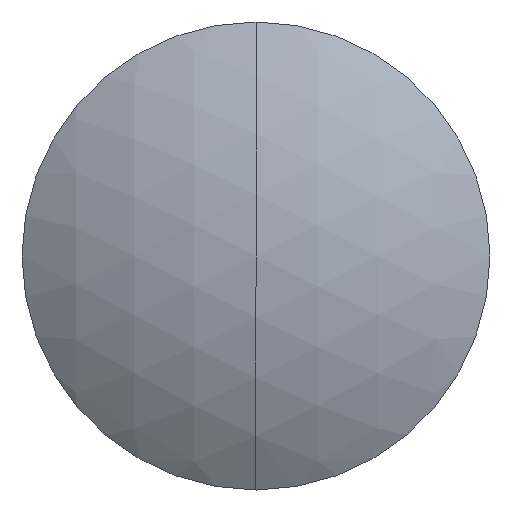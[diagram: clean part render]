
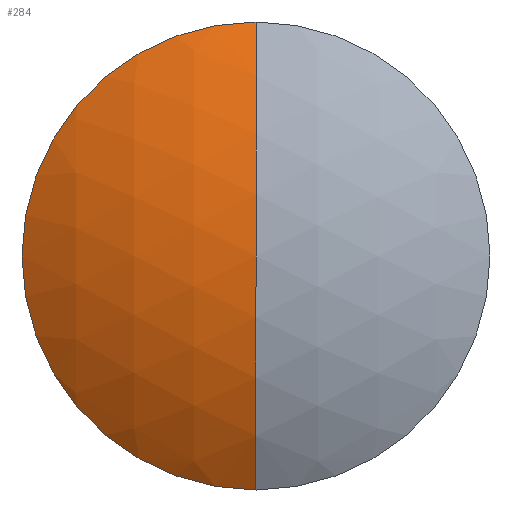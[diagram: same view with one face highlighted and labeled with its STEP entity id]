
A CAD part, left-side view. The second image highlights one B-rep face of the part: STEP entity #284.
In plain terms, the highlighted spherical face has radius 23.15 mm.
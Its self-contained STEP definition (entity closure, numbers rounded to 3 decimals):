
#23 = ORIENTED_EDGE ( 'NONE', *, *, #30, .T. ) ;
#30 = EDGE_CURVE ( 'NONE', #209, #48, #91, .T. ) ;
#32 = FACE_OUTER_BOUND ( 'NONE', #42, .T. ) ;
#36 = CARTESIAN_POINT ( 'NONE',  ( 18.495, 0., 12.7 ) ) ;
#42 = EDGE_LOOP ( 'NONE', ( #89, #23, #100 ) ) ;
#47 = CARTESIAN_POINT ( 'NONE',  ( 37.85, 0., 0. ) ) ;
#48 = VERTEX_POINT ( 'NONE', #98 ) ;
#57 = AXIS2_PLACEMENT_3D ( 'NONE', #66, #71, #337 ) ;
#66 = CARTESIAN_POINT ( 'NONE',  ( 37.85, 0., 0. ) ) ;
#71 = DIRECTION ( 'NONE',  ( 0., 1., 0. ) ) ;
#89 = ORIENTED_EDGE ( 'NONE', *, *, #189, .T. ) ;
#91 = CIRCLE ( 'NONE', #277, 23.15 ) ;
#97 = CARTESIAN_POINT ( 'NONE',  ( 18.495, 0., 0. ) ) ;
#98 = CARTESIAN_POINT ( 'NONE',  ( 14.7, 0., 0. ) ) ;
#100 = ORIENTED_EDGE ( 'NONE', *, *, #234, .F. ) ;
#110 = DIRECTION ( 'NONE',  ( -1., 0., 0. ) ) ;
#130 = DIRECTION ( 'NONE',  ( 0., 0., -1. ) ) ;
#132 = DIRECTION ( 'NONE',  ( 0., -1., 0. ) ) ;
#169 = CARTESIAN_POINT ( 'NONE',  ( 18.495, 0., -12.7 ) ) ;
#189 = EDGE_CURVE ( 'NONE', #339, #209, #205, .T. ) ;
#191 = AXIS2_PLACEMENT_3D ( 'NONE', #47, #132, #130 ) ;
#193 = SPHERICAL_SURFACE ( 'NONE', #57, 23.15 ) ;
#205 = CIRCLE ( 'NONE', #318, 12.7 ) ;
#209 = VERTEX_POINT ( 'NONE', #169 ) ;
#234 = EDGE_CURVE ( 'NONE', #339, #48, #257, .T. ) ;
#257 = CIRCLE ( 'NONE', #191, 23.15 ) ;
#260 = DIRECTION ( 'NONE',  ( 0., 0., 1. ) ) ;
#277 = AXIS2_PLACEMENT_3D ( 'NONE', #301, #347, #260 ) ;
#284 = ADVANCED_FACE ( 'NONE', ( #32 ), #193, .T. ) ;
#295 = DIRECTION ( 'NONE',  ( 0., 0., 1. ) ) ;
#301 = CARTESIAN_POINT ( 'NONE',  ( 37.85, 0., 0. ) ) ;
#318 = AXIS2_PLACEMENT_3D ( 'NONE', #97, #110, #295 ) ;
#337 = DIRECTION ( 'NONE',  ( 0., 0., 1. ) ) ;
#339 = VERTEX_POINT ( 'NONE', #36 ) ;
#347 = DIRECTION ( 'NONE',  ( 0., 1., 0. ) ) ;
